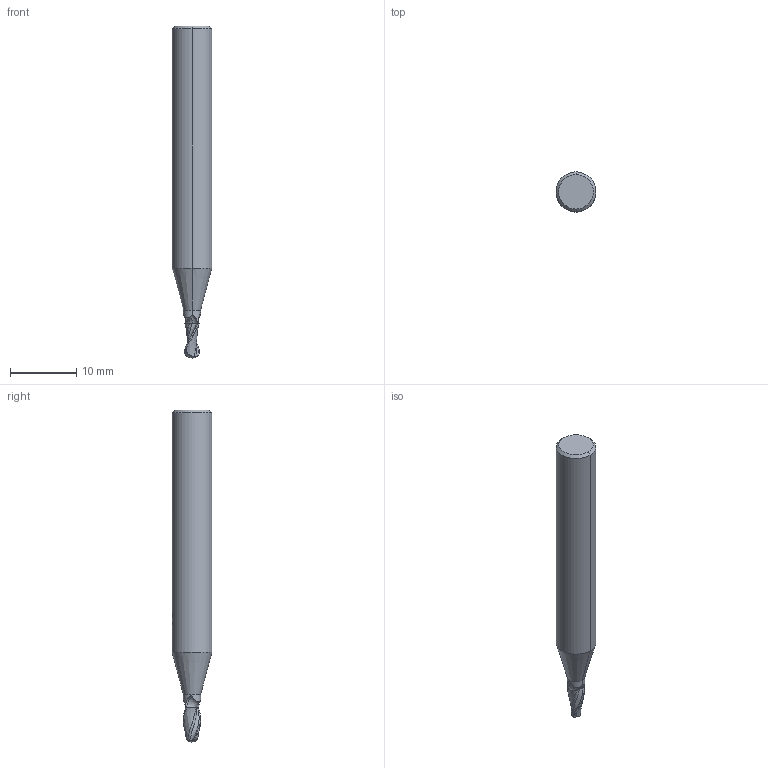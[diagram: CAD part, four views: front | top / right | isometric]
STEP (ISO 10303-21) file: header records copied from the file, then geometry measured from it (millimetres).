
FILE_DESCRIPTION(('no description'),'unknown implementation level');
FILE_NAME('solid47BPyZkacdX3eaN0oDJpSL0fsxU_1.STP',' ',('CIM GmbH Aachen'),('CADClick - KiM GmbH - www.kimweb.de'),'unknown preprocess','ACIS','unknown authorization');
FILE_SCHEMA(('automotive_design'));
Length unit declared in the file: millimetre
Products named in the file (2): 1; 2
Bounding box: 6 x 6 x 50 mm (x, y, z)
Volume: 1147.1 mm3; surface area: 857.7 mm2
Topology: 2 solids, 2 shells, 64 faces, 177 edges, 117 vertices
Faces by surface type: plane 15, bspline 12, cylinder 11, cone 10, revolution 10, sphere 6
Entity records: 6248 total; most frequent: CARTESIAN_POINT 2711, STYLED_ITEM 360, PRESENTATION_STYLE_ASSIGNMENT 360, COLOUR_RGB 360, ORIENTED_EDGE 354, DIRECTION 258, EDGE_CURVE 177, CURVE_STYLE 177
